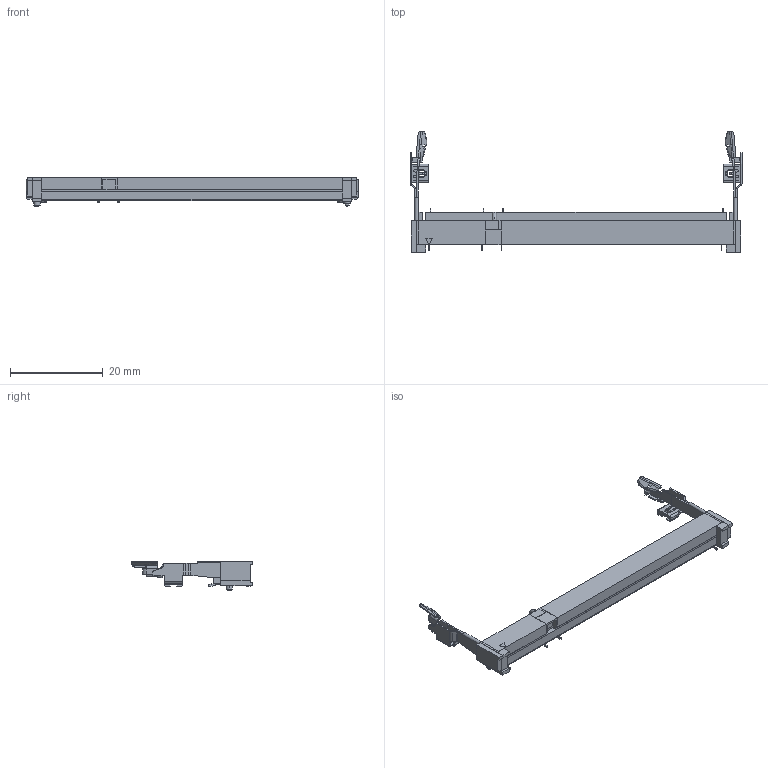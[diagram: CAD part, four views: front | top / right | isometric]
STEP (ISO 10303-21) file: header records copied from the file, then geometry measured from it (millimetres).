
FILE_DESCRIPTION((''),'2;1');
FILE_NAME('TYCO_1473005-4.stp','2009-06-17T13:13:01',(''),(''),'Mechanical Desktop 2006','Mechanical Desktop 2006',', , ');
FILE_SCHEMA(('AUTOMOTIVE_DESIGN { 1 2 10303 214 0 1 1 1 }'));
Length unit declared in the file: millimetre
Products named in the file (1): Product
Bounding box: 71.5 x 26.04 x 6.42 mm (x, y, z)
Volume: 2027.6 mm3; surface area: 5086.1 mm2
Topology: 29 solids, 29 shells, 650 faces, 1706 edges, 1110 vertices
Faces by surface type: plane 489, cylinder 116, bspline 39, cone 4, torus 2
Entity records: 21403 total; most frequent: CARTESIAN_POINT 5330, ORIENTED_EDGE 3410, DIRECTION 3119, EDGE_CURVE 1705, VECTOR 1405, LINE 1405, VERTEX_POINT 1109, AXIS2_PLACEMENT_3D 857
